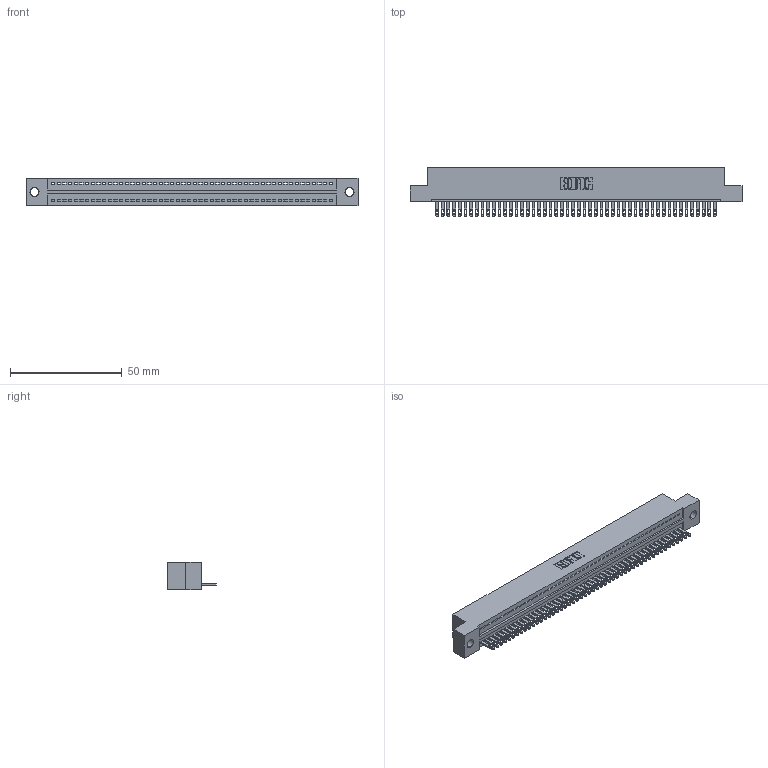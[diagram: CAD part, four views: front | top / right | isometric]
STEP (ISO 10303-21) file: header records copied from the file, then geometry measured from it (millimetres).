
FILE_DESCRIPTION (( 'STEP AP203' ), '1' );
FILE_NAME ('325-050-500-109.STEP', '2020-02-24T23:46:38', ( '' ), ( '' ), 'SwSTEP 2.0', 'SolidWorks 2016', '' );
FILE_SCHEMA (( 'CONFIG_CONTROL_DESIGN' ));
Length unit declared in the file: inch
Products named in the file (3): 325 Part_.160 TH; 325-050-500-109; 325-292-001_325-293-100
Assembly tree (51 placements, depth 2):
  325-050-500-109
    325 Part_.160 TH
    325-292-001_325-293-100  x50
Bounding box: 148.72 x 21.84 x 12.45 mm (x, y, z)
Volume: 18742.8 mm3; surface area: 20625 mm2
Topology: 51 solids, 51 shells, 2814 faces, 8711 edges, 5806 vertices
Faces by surface type: plane 1870, cylinder 944
Entity records: 29465 total; most frequent: CARTESIAN_POINT 5088, ORIENTED_EDGE 5074, DIRECTION 4277, EDGE_CURVE 2537, LINE 2405, VECTOR 2405, VERTEX_POINT 1690, AXIS2_PLACEMENT_3D 936
